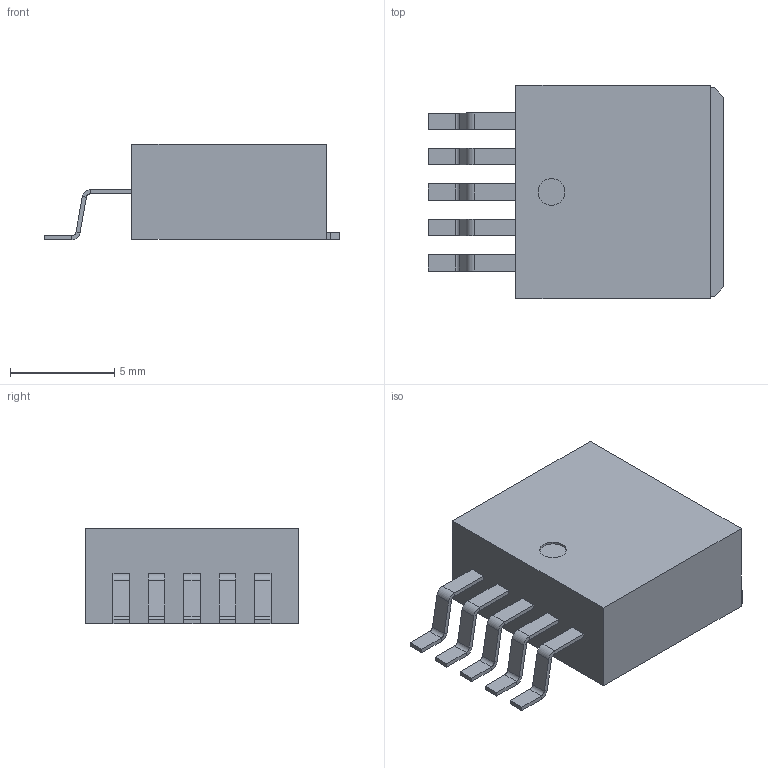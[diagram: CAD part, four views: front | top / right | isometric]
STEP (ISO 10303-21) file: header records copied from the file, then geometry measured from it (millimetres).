
FILE_DESCRIPTION(('Open CASCADE Model'),'2;1');
FILE_NAME('Open CASCADE Shape Model','2023-02-21T21:17:58',('Author'),( 'Open CASCADE'),'Open CASCADE STEP processor 7.5','Open CASCADE 7.5' ,'Unknown');
FILE_SCHEMA(('AUTOMOTIVE_DESIGN { 1 0 10303 214 1 1 1 1 }'));
Length unit declared in the file: millimetre
Products named in the file (8): DPAK170P1420X457-6N.step; Open CASCADE STEP translator 7.5 3.1; Body; Open CASCADE STEP translator 7.5 3.2.1; Lead; tab; Open CASCADE STEP translator 7.5 3.8.1; Trimmed Lead
Assembly tree (10 placements, depth 3):
  DPAK170P1420X457-6N.step
    Open CASCADE STEP translator 7.5 3.1
    Body
      Open CASCADE STEP translator 7.5 3.2.1
    Lead  x5
    tab
      Open CASCADE STEP translator 7.5 3.8.1
  Trimmed Lead
Bounding box: 14.2 x 10.25 x 4.59 mm (x, y, z)
Volume: 465.2 mm3; surface area: 574.9 mm2
Topology: 8 solids, 9 shells, 133 faces, 266 edges, 151 vertices
Faces by surface type: plane 112, cylinder 21
Full cylindrical faces by diameter (mm): 1.281 x1
Entity records: 2511 total; most frequent: CARTESIAN_POINT 410, DIRECTION 382, LINE 241, VECTOR 241, ORIENTED_EDGE 179, PCURVE 179, DEFINITIONAL_REPRESENTATION 179, EDGE_CURVE 90
